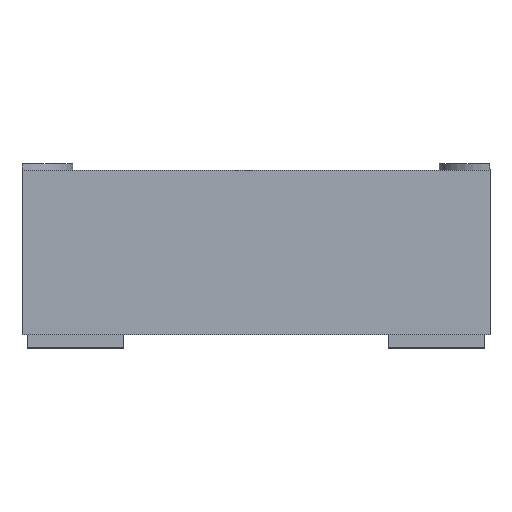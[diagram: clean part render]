
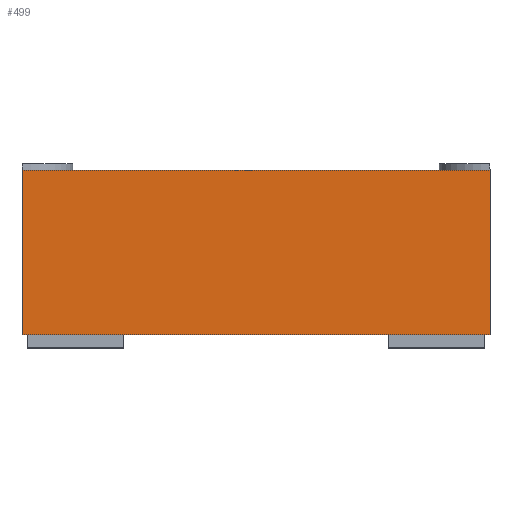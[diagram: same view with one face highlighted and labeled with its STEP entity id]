
A CAD part, top view. The second image highlights one B-rep face of the part: STEP entity #499.
In plain terms, the highlighted planar face has unit normal (0, 0, 1).
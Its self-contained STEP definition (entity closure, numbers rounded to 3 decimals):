
#10 = AXIS2_PLACEMENT_3D ( 'NONE', #742, #348, #473 ) ;
#61 = CARTESIAN_POINT ( 'NONE',  ( 0.925, 0., 0.525 ) ) ;
#68 = VECTOR ( 'NONE', #659, 1000. ) ;
#85 = LINE ( 'NONE', #271, #646 ) ;
#94 = VECTOR ( 'NONE', #700, 1000. ) ;
#128 = VERTEX_POINT ( 'NONE', #61 ) ;
#144 = LINE ( 'NONE', #343, #94 ) ;
#156 = EDGE_CURVE ( 'NONE', #582, #128, #211, .T. ) ;
#191 = VERTEX_POINT ( 'NONE', #487 ) ;
#207 = EDGE_LOOP ( 'NONE', ( #244, #453, #336, #671 ) ) ;
#211 = LINE ( 'NONE', #339, #476 ) ;
#244 = ORIENTED_EDGE ( 'NONE', *, *, #747, .F. ) ;
#271 = CARTESIAN_POINT ( 'NONE',  ( -0.925, -0.65, 0.525 ) ) ;
#314 = EDGE_CURVE ( 'NONE', #191, #611, #144, .T. ) ;
#336 = ORIENTED_EDGE ( 'NONE', *, *, #565, .T. ) ;
#339 = CARTESIAN_POINT ( 'NONE',  ( 0.925, -0.65, 0.525 ) ) ;
#343 = CARTESIAN_POINT ( 'NONE',  ( -0.925, -0.65, 0.525 ) ) ;
#344 = CARTESIAN_POINT ( 'NONE',  ( 0.925, -0.65, 0.525 ) ) ;
#348 = DIRECTION ( 'NONE',  ( 0., 0., 1. ) ) ;
#451 = CARTESIAN_POINT ( 'NONE',  ( -0.925, 0., 0.525 ) ) ;
#453 = ORIENTED_EDGE ( 'NONE', *, *, #314, .F. ) ;
#473 = DIRECTION ( 'NONE',  ( 1., 0., 0. ) ) ;
#476 = VECTOR ( 'NONE', #619, 1000. ) ;
#487 = CARTESIAN_POINT ( 'NONE',  ( -0.925, -0.65, 0.525 ) ) ;
#499 = ADVANCED_FACE ( 'NONE', ( #542 ), #759, .T. ) ;
#542 = FACE_OUTER_BOUND ( 'NONE', #207, .T. ) ;
#565 = EDGE_CURVE ( 'NONE', #191, #582, #85, .T. ) ;
#573 = CARTESIAN_POINT ( 'NONE',  ( -0.925, 0., 0.525 ) ) ;
#582 = VERTEX_POINT ( 'NONE', #344 ) ;
#611 = VERTEX_POINT ( 'NONE', #573 ) ;
#619 = DIRECTION ( 'NONE',  ( 0., 1., 0. ) ) ;
#646 = VECTOR ( 'NONE', #826, 1000. ) ;
#659 = DIRECTION ( 'NONE',  ( 1., 0., 0. ) ) ;
#671 = ORIENTED_EDGE ( 'NONE', *, *, #156, .T. ) ;
#700 = DIRECTION ( 'NONE',  ( 0., 1., 0. ) ) ;
#734 = LINE ( 'NONE', #451, #68 ) ;
#742 = CARTESIAN_POINT ( 'NONE',  ( -0.925, -0.65, 0.525 ) ) ;
#747 = EDGE_CURVE ( 'NONE', #611, #128, #734, .T. ) ;
#759 = PLANE ( 'NONE',  #10 ) ;
#826 = DIRECTION ( 'NONE',  ( 1., 0., 0. ) ) ;
